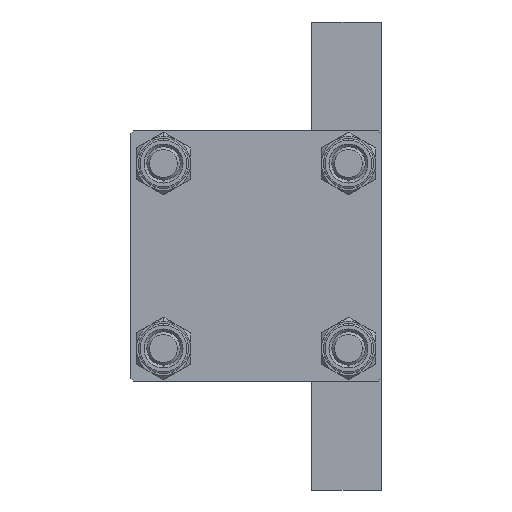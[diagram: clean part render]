
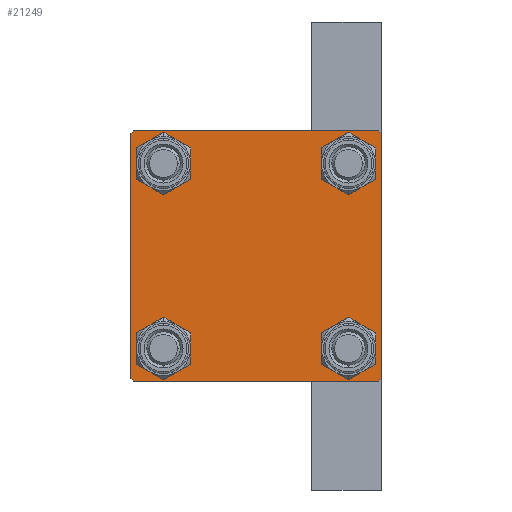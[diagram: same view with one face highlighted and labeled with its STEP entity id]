
A CAD part, left-side view. The second image highlights one B-rep face of the part: STEP entity #21249.
In plain terms, the highlighted planar face has unit normal (-1, 0, 0).
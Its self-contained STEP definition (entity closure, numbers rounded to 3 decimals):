
#867 = ORIENTED_EDGE ( 'NONE', *, *, #9915, .T. ) ;
#1701 = CARTESIAN_POINT ( 'NONE',  ( 0., -16.6, 13.1 ) ) ;
#1772 = CARTESIAN_POINT ( 'NONE',  ( 0., 22.5, 22.5 ) ) ;
#2108 = CARTESIAN_POINT ( 'NONE',  ( 0., 16.6, -13.1 ) ) ;
#2229 = CARTESIAN_POINT ( 'NONE',  ( 0., -16.6, -16.6 ) ) ;
#2706 = DIRECTION ( 'NONE',  ( 1., 0., 0. ) ) ;
#3734 = DIRECTION ( 'NONE',  ( 1., 0., 0. ) ) ;
#4081 = EDGE_CURVE ( 'NONE', #41266, #10689, #10149, .T. ) ;
#4230 = ORIENTED_EDGE ( 'NONE', *, *, #25527, .T. ) ;
#4498 = ORIENTED_EDGE ( 'NONE', *, *, #4081, .T. ) ;
#4685 = AXIS2_PLACEMENT_3D ( 'NONE', #16610, #39042, #31310 ) ;
#5383 = CARTESIAN_POINT ( 'NONE',  ( 0., -16.6, 20.1 ) ) ;
#5948 = EDGE_CURVE ( 'NONE', #8368, #29495, #19529, .T. ) ;
#5952 = DIRECTION ( 'NONE',  ( 0., 0.707, 0.707 ) ) ;
#6208 = EDGE_CURVE ( 'NONE', #28345, #29495, #25343, .T. ) ;
#6267 = DIRECTION ( 'NONE',  ( 1., 0., 0. ) ) ;
#7224 = DIRECTION ( 'NONE',  ( 1., 0., 0. ) ) ;
#7404 = CARTESIAN_POINT ( 'NONE',  ( 0., 16.6, 20.1 ) ) ;
#8368 = VERTEX_POINT ( 'NONE', #26540 ) ;
#8754 = FACE_BOUND ( 'NONE', #9609, .T. ) ;
#8757 = CARTESIAN_POINT ( 'NONE',  ( 0., -22., -22.5 ) ) ;
#8872 = VERTEX_POINT ( 'NONE', #14215 ) ;
#9165 = AXIS2_PLACEMENT_3D ( 'NONE', #2229, #2706, #20553 ) ;
#9287 = LINE ( 'NONE', #16286, #11478 ) ;
#9373 = AXIS2_PLACEMENT_3D ( 'NONE', #22540, #3734, #22770 ) ;
#9524 = ORIENTED_EDGE ( 'NONE', *, *, #16216, .T. ) ;
#9609 = EDGE_LOOP ( 'NONE', ( #14846, #867 ) ) ;
#9915 = EDGE_CURVE ( 'NONE', #22678, #46279, #16411, .T. ) ;
#10041 = VERTEX_POINT ( 'NONE', #7404 ) ;
#10149 = LINE ( 'NONE', #24865, #37808 ) ;
#10157 = CARTESIAN_POINT ( 'NONE',  ( 0., -22.25, -22.25 ) ) ;
#10367 = CARTESIAN_POINT ( 'NONE',  ( 0., 16.6, -16.6 ) ) ;
#10689 = VERTEX_POINT ( 'NONE', #23180 ) ;
#10716 = CIRCLE ( 'NONE', #9165, 3.5 ) ;
#10731 = CARTESIAN_POINT ( 'NONE',  ( 0., 22.5, -22.5 ) ) ;
#10892 = CIRCLE ( 'NONE', #9373, 3.5 ) ;
#11269 = EDGE_LOOP ( 'NONE', ( #14877, #30976 ) ) ;
#11478 = VECTOR ( 'NONE', #42586, 1000. ) ;
#11656 = CARTESIAN_POINT ( 'NONE',  ( 0., 0., 0. ) ) ;
#11936 = ORIENTED_EDGE ( 'NONE', *, *, #5948, .F. ) ;
#12444 = ORIENTED_EDGE ( 'NONE', *, *, #21889, .T. ) ;
#12694 = VERTEX_POINT ( 'NONE', #2108 ) ;
#13036 = VERTEX_POINT ( 'NONE', #32612 ) ;
#13165 = ORIENTED_EDGE ( 'NONE', *, *, #44976, .T. ) ;
#13400 = EDGE_LOOP ( 'NONE', ( #37537, #9524, #28248, #45245, #11936, #13165, #21907, #4498 ) ) ;
#13460 = DIRECTION ( 'NONE',  ( 0., 0., 1. ) ) ;
#13849 = AXIS2_PLACEMENT_3D ( 'NONE', #36885, #7224, #13980 ) ;
#13980 = DIRECTION ( 'NONE',  ( 0., 0., 1. ) ) ;
#14064 = DIRECTION ( 'NONE',  ( 0., -1., 0. ) ) ;
#14215 = CARTESIAN_POINT ( 'NONE',  ( 0., 22.5, -22. ) ) ;
#14810 = CARTESIAN_POINT ( 'NONE',  ( 0., 16.6, 13.1 ) ) ;
#14846 = ORIENTED_EDGE ( 'NONE', *, *, #21340, .T. ) ;
#14877 = ORIENTED_EDGE ( 'NONE', *, *, #47012, .T. ) ;
#15358 = EDGE_LOOP ( 'NONE', ( #46058, #4230 ) ) ;
#15804 = ORIENTED_EDGE ( 'NONE', *, *, #26075, .T. ) ;
#15897 = EDGE_CURVE ( 'NONE', #17326, #36570, #44586, .T. ) ;
#16151 = CARTESIAN_POINT ( 'NONE',  ( 0., -22.5, 22.5 ) ) ;
#16216 = EDGE_CURVE ( 'NONE', #8872, #23612, #9287, .T. ) ;
#16286 = CARTESIAN_POINT ( 'NONE',  ( 0., 22.25, -22.25 ) ) ;
#16411 = CIRCLE ( 'NONE', #25656, 3.5 ) ;
#16610 = CARTESIAN_POINT ( 'NONE',  ( 0., -16.6, 16.6 ) ) ;
#17326 = VERTEX_POINT ( 'NONE', #5383 ) ;
#17679 = LINE ( 'NONE', #32399, #21603 ) ;
#17752 = CARTESIAN_POINT ( 'NONE',  ( 0., -22.25, 22.25 ) ) ;
#19113 = FACE_BOUND ( 'NONE', #42123, .T. ) ;
#19529 = LINE ( 'NONE', #16151, #20993 ) ;
#19979 = CARTESIAN_POINT ( 'NONE',  ( 0., -16.6, -20.1 ) ) ;
#20553 = DIRECTION ( 'NONE',  ( 0., 0., 1. ) ) ;
#20773 = CIRCLE ( 'NONE', #13849, 3.5 ) ;
#20968 = DIRECTION ( 'NONE',  ( 0., 0., 1. ) ) ;
#20993 = VECTOR ( 'NONE', #41734, 1000. ) ;
#21249 = ADVANCED_FACE ( 'NONE', ( #27081, #8754, #19113, #29980, #41560 ), #44718, .T. ) ;
#21340 = EDGE_CURVE ( 'NONE', #46279, #22678, #10716, .T. ) ;
#21603 = VECTOR ( 'NONE', #14064, 1000. ) ;
#21889 = EDGE_CURVE ( 'NONE', #12694, #42761, #42345, .T. ) ;
#21893 = EDGE_CURVE ( 'NONE', #37332, #10041, #20773, .T. ) ;
#21907 = ORIENTED_EDGE ( 'NONE', *, *, #24377, .F. ) ;
#22371 = CIRCLE ( 'NONE', #46256, 3.5 ) ;
#22540 = CARTESIAN_POINT ( 'NONE',  ( 0., 16.6, -16.6 ) ) ;
#22678 = VERTEX_POINT ( 'NONE', #19979 ) ;
#22770 = DIRECTION ( 'NONE',  ( 0., 0., 1. ) ) ;
#23180 = CARTESIAN_POINT ( 'NONE',  ( 0., 22.5, 22. ) ) ;
#23612 = VERTEX_POINT ( 'NONE', #46109 ) ;
#23875 = AXIS2_PLACEMENT_3D ( 'NONE', #10367, #43430, #28459 ) ;
#23959 = DIRECTION ( 'NONE',  ( 0., 0., -1. ) ) ;
#24377 = EDGE_CURVE ( 'NONE', #41266, #13036, #17679, .T. ) ;
#24730 = DIRECTION ( 'NONE',  ( 0., -1., 0. ) ) ;
#24865 = CARTESIAN_POINT ( 'NONE',  ( 0., 22.25, 22.25 ) ) ;
#24886 = VECTOR ( 'NONE', #40064, 1000. ) ;
#25198 = LINE ( 'NONE', #10731, #36375 ) ;
#25343 = LINE ( 'NONE', #10157, #24886 ) ;
#25527 = EDGE_CURVE ( 'NONE', #36570, #17326, #42477, .T. ) ;
#25656 = AXIS2_PLACEMENT_3D ( 'NONE', #47463, #47230, #13460 ) ;
#25995 = DIRECTION ( 'NONE',  ( 1., 0., 0. ) ) ;
#26075 = EDGE_CURVE ( 'NONE', #42761, #12694, #10892, .T. ) ;
#26540 = CARTESIAN_POINT ( 'NONE',  ( 0., -22.5, 22. ) ) ;
#26957 = CARTESIAN_POINT ( 'NONE',  ( 0., -16.6, 16.6 ) ) ;
#27081 = FACE_BOUND ( 'NONE', #15358, .T. ) ;
#27981 = CARTESIAN_POINT ( 'NONE',  ( 0., 16.6, 16.6 ) ) ;
#28248 = ORIENTED_EDGE ( 'NONE', *, *, #32109, .T. ) ;
#28345 = VERTEX_POINT ( 'NONE', #8757 ) ;
#28459 = DIRECTION ( 'NONE',  ( 0., 0., 1. ) ) ;
#28963 = DIRECTION ( 'NONE',  ( 0., 0.707, -0.707 ) ) ;
#29495 = VERTEX_POINT ( 'NONE', #37905 ) ;
#29855 = DIRECTION ( 'NONE',  ( 0., 0., 1. ) ) ;
#29980 = FACE_BOUND ( 'NONE', #11269, .T. ) ;
#30451 = DIRECTION ( 'NONE',  ( -1., 0., 0. ) ) ;
#30976 = ORIENTED_EDGE ( 'NONE', *, *, #21893, .T. ) ;
#31310 = DIRECTION ( 'NONE',  ( 0., 0., 1. ) ) ;
#32109 = EDGE_CURVE ( 'NONE', #23612, #28345, #25198, .T. ) ;
#32399 = CARTESIAN_POINT ( 'NONE',  ( 0., 22.5, 22.5 ) ) ;
#32612 = CARTESIAN_POINT ( 'NONE',  ( 0., -22., 22.5 ) ) ;
#33830 = VECTOR ( 'NONE', #5952, 1000. ) ;
#35378 = LINE ( 'NONE', #17752, #33830 ) ;
#36110 = CARTESIAN_POINT ( 'NONE',  ( 0., 22., 22.5 ) ) ;
#36375 = VECTOR ( 'NONE', #24730, 1000. ) ;
#36570 = VERTEX_POINT ( 'NONE', #1701 ) ;
#36885 = CARTESIAN_POINT ( 'NONE',  ( 0., 16.6, 16.6 ) ) ;
#37332 = VERTEX_POINT ( 'NONE', #14810 ) ;
#37537 = ORIENTED_EDGE ( 'NONE', *, *, #38407, .T. ) ;
#37808 = VECTOR ( 'NONE', #28963, 1000. ) ;
#37891 = CARTESIAN_POINT ( 'NONE',  ( 0., 16.6, -20.1 ) ) ;
#37905 = CARTESIAN_POINT ( 'NONE',  ( 0., -22.5, -22. ) ) ;
#38002 = CARTESIAN_POINT ( 'NONE',  ( 0., -16.6, -13.1 ) ) ;
#38407 = EDGE_CURVE ( 'NONE', #10689, #8872, #42779, .T. ) ;
#39042 = DIRECTION ( 'NONE',  ( 1., 0., 0. ) ) ;
#40064 = DIRECTION ( 'NONE',  ( 0., -0.707, 0.707 ) ) ;
#40438 = VECTOR ( 'NONE', #23959, 1000. ) ;
#41266 = VERTEX_POINT ( 'NONE', #36110 ) ;
#41560 = FACE_OUTER_BOUND ( 'NONE', #13400, .T. ) ;
#41734 = DIRECTION ( 'NONE',  ( 0., 0., -1. ) ) ;
#41806 = DIRECTION ( 'NONE',  ( 0., 0., 1. ) ) ;
#42123 = EDGE_LOOP ( 'NONE', ( #12444, #15804 ) ) ;
#42345 = CIRCLE ( 'NONE', #23875, 3.5 ) ;
#42477 = CIRCLE ( 'NONE', #4685, 3.5 ) ;
#42586 = DIRECTION ( 'NONE',  ( 0., -0.707, -0.707 ) ) ;
#42761 = VERTEX_POINT ( 'NONE', #37891 ) ;
#42779 = LINE ( 'NONE', #1772, #40438 ) ;
#43107 = AXIS2_PLACEMENT_3D ( 'NONE', #11656, #30451, #41806 ) ;
#43430 = DIRECTION ( 'NONE',  ( 1., 0., 0. ) ) ;
#44586 = CIRCLE ( 'NONE', #46815, 3.5 ) ;
#44718 = PLANE ( 'NONE',  #43107 ) ;
#44976 = EDGE_CURVE ( 'NONE', #8368, #13036, #35378, .T. ) ;
#45245 = ORIENTED_EDGE ( 'NONE', *, *, #6208, .T. ) ;
#46058 = ORIENTED_EDGE ( 'NONE', *, *, #15897, .T. ) ;
#46109 = CARTESIAN_POINT ( 'NONE',  ( 0., 22., -22.5 ) ) ;
#46256 = AXIS2_PLACEMENT_3D ( 'NONE', #27981, #6267, #20968 ) ;
#46279 = VERTEX_POINT ( 'NONE', #38002 ) ;
#46815 = AXIS2_PLACEMENT_3D ( 'NONE', #26957, #25995, #29855 ) ;
#47012 = EDGE_CURVE ( 'NONE', #10041, #37332, #22371, .T. ) ;
#47230 = DIRECTION ( 'NONE',  ( 1., 0., 0. ) ) ;
#47463 = CARTESIAN_POINT ( 'NONE',  ( 0., -16.6, -16.6 ) ) ;
